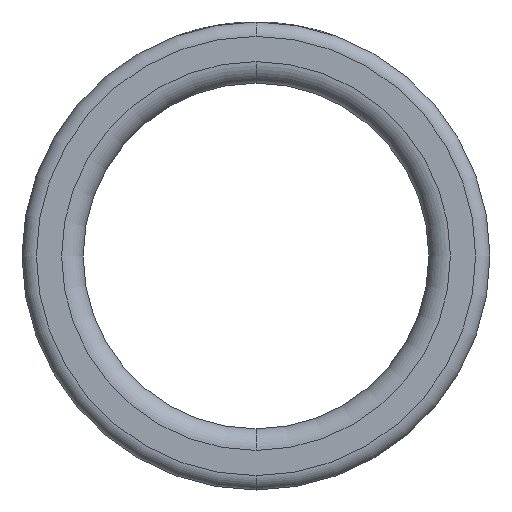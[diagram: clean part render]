
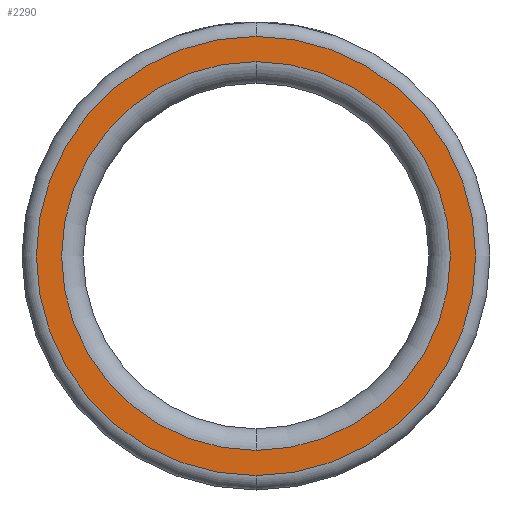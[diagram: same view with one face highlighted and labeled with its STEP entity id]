
A CAD part, front view. The second image highlights one B-rep face of the part: STEP entity #2290.
In plain terms, the highlighted planar face has unit normal (0, -1, 0).
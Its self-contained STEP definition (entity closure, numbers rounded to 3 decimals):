
#3 = CARTESIAN_POINT ( 'NONE',  ( 0., -85., 0. ) ) ;
#64 = CARTESIAN_POINT ( 'NONE',  ( 0., -85., 0. ) ) ;
#71 = DIRECTION ( 'NONE',  ( 0., 0., -1. ) ) ;
#96 = EDGE_CURVE ( 'NONE', #1644, #1616, #1859, .T. ) ;
#159 = DIRECTION ( 'NONE',  ( 0., -1., 0. ) ) ;
#174 = VERTEX_POINT ( 'NONE', #895 ) ;
#354 = CARTESIAN_POINT ( 'NONE',  ( 27., -85., 0. ) ) ;
#380 = DIRECTION ( 'NONE',  ( 0., 0., -1. ) ) ;
#390 = DIRECTION ( 'NONE',  ( 0., -1., 0. ) ) ;
#472 = CIRCLE ( 'NONE', #548, 27. ) ;
#513 = DIRECTION ( 'NONE',  ( 0., 0., -1. ) ) ;
#548 = AXIS2_PLACEMENT_3D ( 'NONE', #3, #390, #380 ) ;
#567 = EDGE_LOOP ( 'NONE', ( #669, #1401 ) ) ;
#646 = CARTESIAN_POINT ( 'NONE',  ( 0., -85., 0. ) ) ;
#665 = CARTESIAN_POINT ( 'NONE',  ( 0., -85., 27. ) ) ;
#669 = ORIENTED_EDGE ( 'NONE', *, *, #897, .F. ) ;
#696 = ORIENTED_EDGE ( 'NONE', *, *, #2081, .T. ) ;
#780 = FACE_BOUND ( 'NONE', #567, .T. ) ;
#799 = CARTESIAN_POINT ( 'NONE',  ( 0., -85., 30.5 ) ) ;
#841 = DIRECTION ( 'NONE',  ( 0., 0., -1. ) ) ;
#895 = CARTESIAN_POINT ( 'NONE',  ( 0., -85., -30.5 ) ) ;
#897 = EDGE_CURVE ( 'NONE', #1616, #1644, #472, .T. ) ;
#918 = DIRECTION ( 'NONE',  ( 0., 0., -1. ) ) ;
#1030 = DIRECTION ( 'NONE',  ( 0., -1., 0. ) ) ;
#1034 = VERTEX_POINT ( 'NONE', #799 ) ;
#1401 = ORIENTED_EDGE ( 'NONE', *, *, #96, .F. ) ;
#1408 = AXIS2_PLACEMENT_3D ( 'NONE', #354, #2094, #513 ) ;
#1440 = AXIS2_PLACEMENT_3D ( 'NONE', #646, #2176, #841 ) ;
#1484 = FACE_OUTER_BOUND ( 'NONE', #1930, .T. ) ;
#1507 = CARTESIAN_POINT ( 'NONE',  ( 0., -85., 0. ) ) ;
#1518 = CIRCLE ( 'NONE', #2068, 30.5 ) ;
#1616 = VERTEX_POINT ( 'NONE', #1901 ) ;
#1644 = VERTEX_POINT ( 'NONE', #665 ) ;
#1657 = AXIS2_PLACEMENT_3D ( 'NONE', #64, #1030, #71 ) ;
#1699 = ORIENTED_EDGE ( 'NONE', *, *, #2287, .T. ) ;
#1859 = CIRCLE ( 'NONE', #1657, 27. ) ;
#1901 = CARTESIAN_POINT ( 'NONE',  ( 0., -85., -27. ) ) ;
#1930 = EDGE_LOOP ( 'NONE', ( #696, #1699 ) ) ;
#2013 = CIRCLE ( 'NONE', #1440, 30.5 ) ;
#2068 = AXIS2_PLACEMENT_3D ( 'NONE', #1507, #159, #918 ) ;
#2081 = EDGE_CURVE ( 'NONE', #174, #1034, #2013, .T. ) ;
#2094 = DIRECTION ( 'NONE',  ( 0., -1., 0. ) ) ;
#2176 = DIRECTION ( 'NONE',  ( 0., -1., 0. ) ) ;
#2287 = EDGE_CURVE ( 'NONE', #1034, #174, #1518, .T. ) ;
#2290 = ADVANCED_FACE ( 'NONE', ( #1484, #780 ), #2489, .T. ) ;
#2489 = PLANE ( 'NONE',  #1408 ) ;
